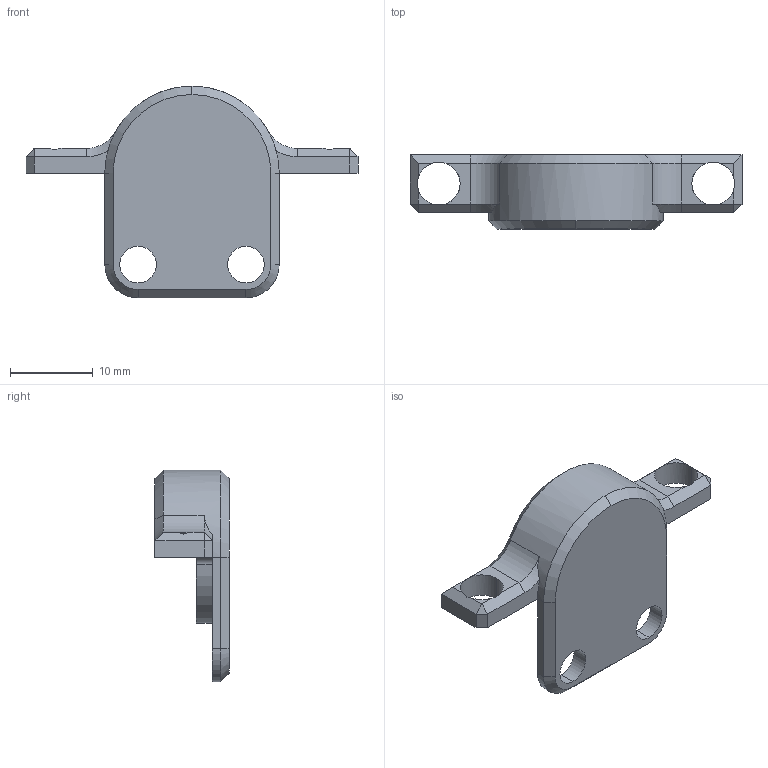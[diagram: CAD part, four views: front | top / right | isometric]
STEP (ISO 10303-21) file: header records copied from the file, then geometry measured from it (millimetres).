
FILE_DESCRIPTION (( 'STEP AP214' ), '1' );
FILE_NAME ('苤虯粣創坶.STEP', '2025-04-21T10:47:43', ( 'Windows User' ), ( 'P R C' ), 'SwSTEP 2.0', 'SolidWorks 2020', '' );
FILE_SCHEMA (( 'AUTOMOTIVE_DESIGN' ));
Length unit declared in the file: millimetre
Products named in the file (1): 苤虯粣創坶
Bounding box: 40 x 8.93 x 25.5 mm (x, y, z)
Volume: 2001.5 mm3; surface area: 1842.6 mm2
Topology: 1 solids, 1 shells, 60 faces, 154 edges, 94 vertices
Faces by surface type: plane 32, cylinder 19, cone 9
Entity records: 1864 total; most frequent: CARTESIAN_POINT 347, DIRECTION 320, ORIENTED_EDGE 308, EDGE_CURVE 154, AXIS2_PLACEMENT_3D 115, VERTEX_POINT 94, VECTOR 90, LINE 90
